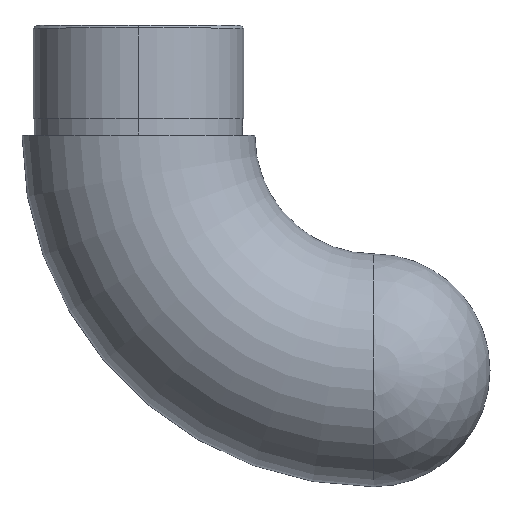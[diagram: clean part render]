
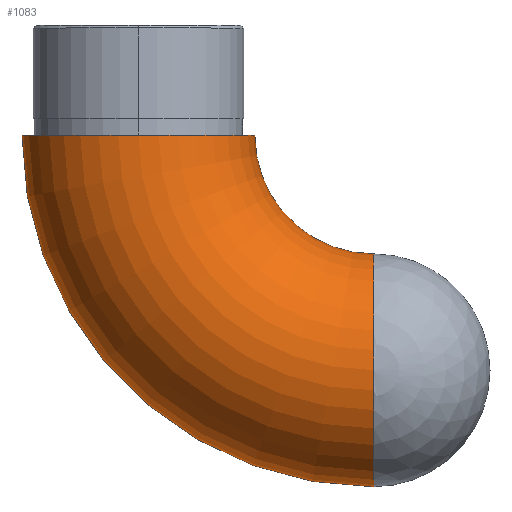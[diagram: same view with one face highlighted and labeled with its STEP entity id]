
A CAD part, top view. The second image highlights one B-rep face of the part: STEP entity #1083.
In plain terms, the highlighted toroidal (fillet/blend) face has major radius 42.8 mm and minor radius 21.2 mm.
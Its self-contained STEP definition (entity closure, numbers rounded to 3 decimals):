
#2 = AXIS2_PLACEMENT_3D ( 'NONE', #627, #1045, #633 ) ;
#102 = VERTEX_POINT ( 'NONE', #590 ) ;
#109 = DIRECTION ( 'NONE',  ( 0., 0., 1. ) ) ;
#122 = DIRECTION ( 'NONE',  ( 0., 0., 1. ) ) ;
#133 = VERTEX_POINT ( 'NONE', #684 ) ;
#168 = AXIS2_PLACEMENT_3D ( 'NONE', #476, #122, #629 ) ;
#212 = DIRECTION ( 'NONE',  ( 1., 0., 0. ) ) ;
#238 = CIRCLE ( 'NONE', #620, 21.2 ) ;
#270 = CIRCLE ( 'NONE', #879, 21.2 ) ;
#275 = ORIENTED_EDGE ( 'NONE', *, *, #589, .T. ) ;
#281 = CARTESIAN_POINT ( 'NONE',  ( 42.8, -20., 0. ) ) ;
#302 = VERTEX_POINT ( 'NONE', #488 ) ;
#418 = DIRECTION ( 'NONE',  ( -1., 0., 0. ) ) ;
#422 = AXIS2_PLACEMENT_3D ( 'NONE', #281, #710, #212 ) ;
#432 = CARTESIAN_POINT ( 'NONE',  ( 0., -20., 0. ) ) ;
#447 = DIRECTION ( 'NONE',  ( 0., 1., 0. ) ) ;
#476 = CARTESIAN_POINT ( 'NONE',  ( 42.8, -20., 0. ) ) ;
#488 = CARTESIAN_POINT ( 'NONE',  ( 42.8, -41.6, 0. ) ) ;
#530 = EDGE_CURVE ( 'NONE', #102, #302, #811, .T. ) ;
#545 = ORIENTED_EDGE ( 'NONE', *, *, #530, .F. ) ;
#589 = EDGE_CURVE ( 'NONE', #901, #133, #1056, .T. ) ;
#590 = CARTESIAN_POINT ( 'NONE',  ( 21.2, -20., 0. ) ) ;
#620 = AXIS2_PLACEMENT_3D ( 'NONE', #432, #447, #784 ) ;
#627 = CARTESIAN_POINT ( 'NONE',  ( 42.8, -20., 0. ) ) ;
#629 = DIRECTION ( 'NONE',  ( 1., 0., 0. ) ) ;
#633 = DIRECTION ( 'NONE',  ( 1., 0., 0. ) ) ;
#648 = EDGE_CURVE ( 'NONE', #901, #102, #238, .T. ) ;
#684 = CARTESIAN_POINT ( 'NONE',  ( 42.8, -84., 0. ) ) ;
#710 = DIRECTION ( 'NONE',  ( 0., 0., 1. ) ) ;
#766 = CARTESIAN_POINT ( 'NONE',  ( 42.8, -62.8, 0. ) ) ;
#784 = DIRECTION ( 'NONE',  ( 0., 0., 1. ) ) ;
#811 = CIRCLE ( 'NONE', #422, 21.6 ) ;
#858 = EDGE_LOOP ( 'NONE', ( #1014, #275, #988, #545 ) ) ;
#879 = AXIS2_PLACEMENT_3D ( 'NONE', #766, #418, #109 ) ;
#901 = VERTEX_POINT ( 'NONE', #983 ) ;
#968 = TOROIDAL_SURFACE ( 'NONE', #168, 42.8, 21.2 ) ;
#983 = CARTESIAN_POINT ( 'NONE',  ( -21.2, -20., 0. ) ) ;
#988 = ORIENTED_EDGE ( 'NONE', *, *, #997, .T. ) ;
#997 = EDGE_CURVE ( 'NONE', #133, #302, #270, .T. ) ;
#1014 = ORIENTED_EDGE ( 'NONE', *, *, #648, .F. ) ;
#1045 = DIRECTION ( 'NONE',  ( 0., 0., 1. ) ) ;
#1052 = FACE_OUTER_BOUND ( 'NONE', #858, .T. ) ;
#1056 = CIRCLE ( 'NONE', #2, 64. ) ;
#1083 = ADVANCED_FACE ( 'NONE', ( #1052 ), #968, .T. ) ;
